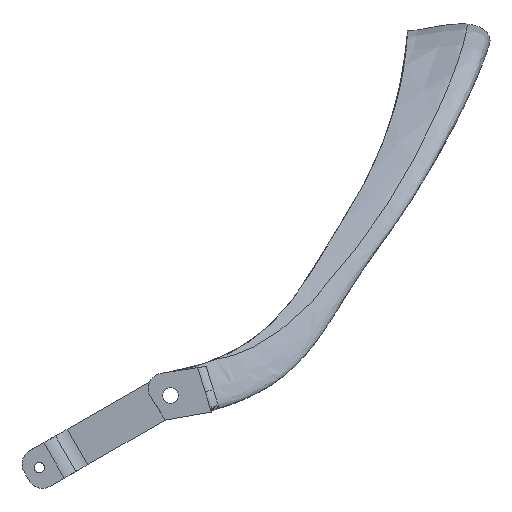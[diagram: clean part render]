
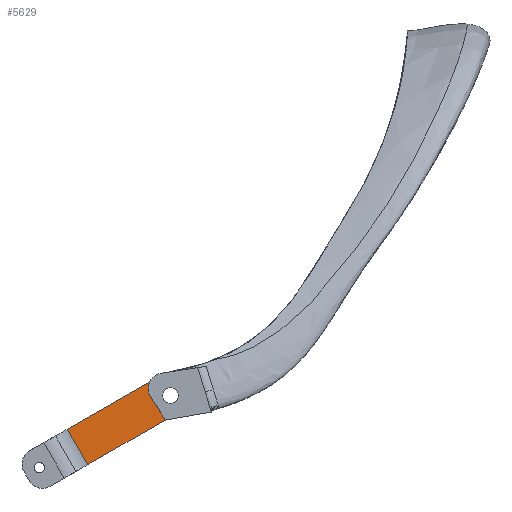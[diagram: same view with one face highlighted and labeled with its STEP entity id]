
A CAD part, left-side view. The second image highlights one B-rep face of the part: STEP entity #5629.
In plain terms, the highlighted planar face has unit normal (-1, 0, 0).
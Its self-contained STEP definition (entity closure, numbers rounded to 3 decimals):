
#313 = CARTESIAN_POINT ( 'NONE',  ( -51., 29.874, -34.264 ) ) ;
#500 = LINE ( 'NONE', #12502, #4886 ) ;
#513 = EDGE_CURVE ( 'NONE', #6020, #2389, #10308, .T. ) ;
#744 = CARTESIAN_POINT ( 'NONE',  ( -51., 32.936, -34.852 ) ) ;
#766 = CARTESIAN_POINT ( 'NONE',  ( -51., 33., -38. ) ) ;
#978 = DIRECTION ( 'NONE',  ( -1., 0., 0. ) ) ;
#1230 = EDGE_CURVE ( 'NONE', #9663, #6112, #8934, .T. ) ;
#1341 = PLANE ( 'NONE',  #1482 ) ;
#1397 = EDGE_CURVE ( 'NONE', #5988, #9663, #10361, .T. ) ;
#1457 = VECTOR ( 'NONE', #9214, 1000. ) ;
#1462 = CARTESIAN_POINT ( 'NONE',  ( -51., 33.291, -44.163 ) ) ;
#1482 = AXIS2_PLACEMENT_3D ( 'NONE', #6396, #10690, #12420 ) ;
#1539 = CARTESIAN_POINT ( 'NONE',  ( -51., 34.598, -44.636 ) ) ;
#1776 = CARTESIAN_POINT ( 'NONE',  ( -51., 34.778, -35.131 ) ) ;
#1780 = VERTEX_POINT ( 'NONE', #1462 ) ;
#1981 = CARTESIAN_POINT ( 'NONE',  ( -51., 28.376, -33.846 ) ) ;
#2041 = EDGE_CURVE ( 'NONE', #5309, #1780, #3569, .T. ) ;
#2389 = VERTEX_POINT ( 'NONE', #766 ) ;
#2466 = ORIENTED_EDGE ( 'NONE', *, *, #3291, .T. ) ;
#2553 = DIRECTION ( 'NONE',  ( 1., 0., 0. ) ) ;
#2590 = EDGE_CURVE ( 'NONE', #5627, #2714, #3357, .T. ) ;
#2714 = VERTEX_POINT ( 'NONE', #10563 ) ;
#2729 = CIRCLE ( 'NONE', #4430, 4. ) ;
#2853 = EDGE_CURVE ( 'NONE', #12154, #1780, #2729, .T. ) ;
#2931 = EDGE_CURVE ( 'NONE', #12154, #3985, #6247, .T. ) ;
#3249 = CARTESIAN_POINT ( 'NONE',  ( -51., 28.376, -33.846 ) ) ;
#3291 = EDGE_CURVE ( 'NONE', #2389, #6020, #8862, .T. ) ;
#3357 = LINE ( 'NONE', #6204, #10761 ) ;
#3422 = FACE_BOUND ( 'NONE', #13099, .T. ) ;
#3549 = CARTESIAN_POINT ( 'NONE',  ( -51., 53.168, -46.081 ) ) ;
#3569 = LINE ( 'NONE', #3704, #7178 ) ;
#3704 = CARTESIAN_POINT ( 'NONE',  ( -51., 33.986, -44.284 ) ) ;
#3978 = CARTESIAN_POINT ( 'NONE',  ( -51., 34.371, -38.103 ) ) ;
#3985 = VERTEX_POINT ( 'NONE', #12195 ) ;
#4022 = VECTOR ( 'NONE', #4390, 1000. ) ;
#4045 = ORIENTED_EDGE ( 'NONE', *, *, #513, .T. ) ;
#4100 = EDGE_CURVE ( 'NONE', #5627, #3985, #6303, .T. ) ;
#4346 = FACE_OUTER_BOUND ( 'NONE', #10938, .T. ) ;
#4390 = DIRECTION ( 'NONE',  ( 0., -0.498, -0.867 ) ) ;
#4430 = AXIS2_PLACEMENT_3D ( 'NONE', #8770, #2553, #5672 ) ;
#4509 = EDGE_CURVE ( 'NONE', #5988, #2714, #10986, .T. ) ;
#4624 = AXIS2_PLACEMENT_3D ( 'NONE', #10096, #12027, #5013 ) ;
#4702 = ORIENTED_EDGE ( 'NONE', *, *, #4100, .T. ) ;
#4778 = DIRECTION ( 'NONE',  ( 0., 0., 1. ) ) ;
#4868 = AXIS2_PLACEMENT_3D ( 'NONE', #3978, #978, #4778 ) ;
#4886 = VECTOR ( 'NONE', #7474, 1000. ) ;
#5013 = DIRECTION ( 'NONE',  ( 0., 0., 1. ) ) ;
#5113 = ORIENTED_EDGE ( 'NONE', *, *, #2931, .F. ) ;
#5208 = CARTESIAN_POINT ( 'NONE',  ( -51., 27.708, -34.058 ) ) ;
#5309 = VERTEX_POINT ( 'NONE', #9031 ) ;
#5363 = CARTESIAN_POINT ( 'NONE',  ( -51., 31.396, -34.593 ) ) ;
#5627 = VERTEX_POINT ( 'NONE', #3549 ) ;
#5629 = ADVANCED_FACE ( 'NONE', ( #3422, #4346 ), #1341, .T. ) ;
#5672 = DIRECTION ( 'NONE',  ( 0., 0., 1. ) ) ;
#5988 = VERTEX_POINT ( 'NONE', #1776 ) ;
#6020 = VERTEX_POINT ( 'NONE', #11987 ) ;
#6112 = VERTEX_POINT ( 'NONE', #3249 ) ;
#6204 = CARTESIAN_POINT ( 'NONE',  ( -51., -6.711, -11.682 ) ) ;
#6247 = LINE ( 'NONE', #6387, #1457 ) ;
#6303 = LINE ( 'NONE', #8350, #4022 ) ;
#6387 = CARTESIAN_POINT ( 'NONE',  ( -51., -10.695, -18.616 ) ) ;
#6396 = CARTESIAN_POINT ( 'NONE',  ( -51., 48.562, 35.398 ) ) ;
#6763 = AXIS2_PLACEMENT_3D ( 'NONE', #11603, #6901, #12938 ) ;
#6901 = DIRECTION ( 'NONE',  ( 1., 0., 0. ) ) ;
#7164 = ORIENTED_EDGE ( 'NONE', *, *, #2041, .F. ) ;
#7167 = VECTOR ( 'NONE', #7340, 1000. ) ;
#7178 = VECTOR ( 'NONE', #8595, 1000. ) ;
#7340 = DIRECTION ( 'NONE',  ( 0., -0.989, 0.15 ) ) ;
#7474 = DIRECTION ( 'NONE',  ( 0., -0.15, -0.989 ) ) ;
#8350 = CARTESIAN_POINT ( 'NONE',  ( -51., 49.185, -53.016 ) ) ;
#8529 = CARTESIAN_POINT ( 'NONE',  ( -51., 32.936, -34.852 ) ) ;
#8595 = DIRECTION ( 'NONE',  ( 0., 0.985, -0.172 ) ) ;
#8770 = CARTESIAN_POINT ( 'NONE',  ( -51., 32.605, -48.104 ) ) ;
#8862 = CIRCLE ( 'NONE', #6763, 1.5 ) ;
#8934 = B_SPLINE_CURVE_WITH_KNOTS ( 'NONE', 3,
 ( #8529, #5363, #313, #1981 ),
 .UNSPECIFIED., .F., .F.,
 ( 4, 4 ),
 ( 0., 0.005 ),
 .UNSPECIFIED. ) ;
#9031 = CARTESIAN_POINT ( 'NONE',  ( -51., 26.977, -43.064 ) ) ;
#9214 = DIRECTION ( 'NONE',  ( 0., 0.867, -0.498 ) ) ;
#9229 = DIRECTION ( 'NONE',  ( 0., -0.867, 0.498 ) ) ;
#9663 = VERTEX_POINT ( 'NONE', #744 ) ;
#9940 = ORIENTED_EDGE ( 'NONE', *, *, #4509, .T. ) ;
#10023 = ORIENTED_EDGE ( 'NONE', *, *, #1230, .F. ) ;
#10096 = CARTESIAN_POINT ( 'NONE',  ( -51., 33., -39.5 ) ) ;
#10246 = ORIENTED_EDGE ( 'NONE', *, *, #11530, .F. ) ;
#10308 = CIRCLE ( 'NONE', #4624, 1.5 ) ;
#10361 = LINE ( 'NONE', #5208, #7167 ) ;
#10563 = CARTESIAN_POINT ( 'NONE',  ( -51., 37.096, -36.848 ) ) ;
#10690 = DIRECTION ( 'NONE',  ( -1., 0., 0. ) ) ;
#10761 = VECTOR ( 'NONE', #9229, 1000. ) ;
#10938 = EDGE_LOOP ( 'NONE', ( #11137, #4702, #5113, #13020, #7164, #10246, #10023, #12952, #9940 ) ) ;
#10986 = CIRCLE ( 'NONE', #4868, 3. ) ;
#11137 = ORIENTED_EDGE ( 'NONE', *, *, #2590, .F. ) ;
#11530 = EDGE_CURVE ( 'NONE', #6112, #5309, #500, .T. ) ;
#11603 = CARTESIAN_POINT ( 'NONE',  ( -51., 33., -39.5 ) ) ;
#11987 = CARTESIAN_POINT ( 'NONE',  ( -51., 33., -41. ) ) ;
#12027 = DIRECTION ( 'NONE',  ( 1., 0., 0. ) ) ;
#12154 = VERTEX_POINT ( 'NONE', #1539 ) ;
#12195 = CARTESIAN_POINT ( 'NONE',  ( -51., 49.185, -53.016 ) ) ;
#12420 = DIRECTION ( 'NONE',  ( 0., 0., 1. ) ) ;
#12502 = CARTESIAN_POINT ( 'NONE',  ( -51., 39.104, 36.833 ) ) ;
#12938 = DIRECTION ( 'NONE',  ( 0., 0., 1. ) ) ;
#12952 = ORIENTED_EDGE ( 'NONE', *, *, #1397, .F. ) ;
#13020 = ORIENTED_EDGE ( 'NONE', *, *, #2853, .T. ) ;
#13099 = EDGE_LOOP ( 'NONE', ( #4045, #2466 ) ) ;
